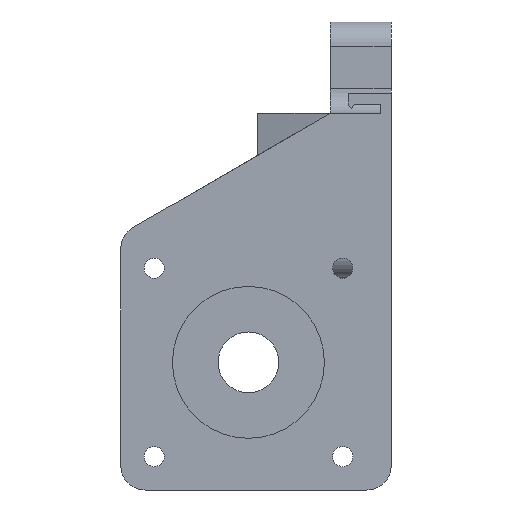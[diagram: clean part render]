
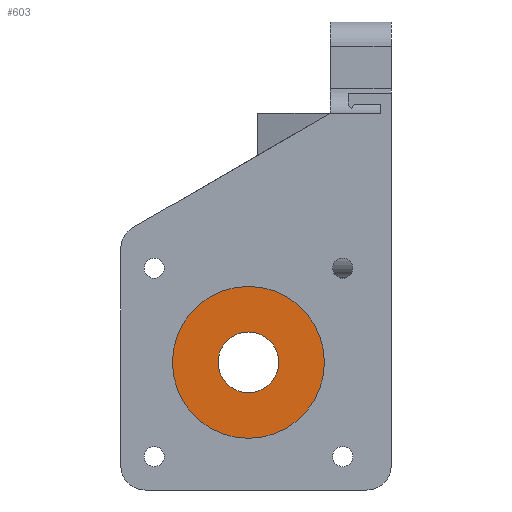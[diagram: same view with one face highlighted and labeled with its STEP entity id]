
A CAD part, front view. The second image highlights one B-rep face of the part: STEP entity #603.
In plain terms, the highlighted planar face has unit normal (0, -1, 0).
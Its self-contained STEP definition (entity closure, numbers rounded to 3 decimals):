
#122 = CARTESIAN_POINT ( 'NONE',  ( -13.5, -106.3, -22.5 ) ) ;
#159 = AXIS2_PLACEMENT_3D ( 'NONE', #2531, #1601, #2561 ) ;
#180 = EDGE_CURVE ( 'NONE', #1478, #811, #1108, .T. ) ;
#328 = DIRECTION ( 'NONE',  ( 0., 0., -1. ) ) ;
#470 = ORIENTED_EDGE ( 'NONE', *, *, #180, .T. ) ;
#502 = CARTESIAN_POINT ( 'NONE',  ( -13.5, -106.3, -35. ) ) ;
#603 = ADVANCED_FACE ( 'NONE', ( #1358, #855 ), #658, .T. ) ;
#658 = PLANE ( 'NONE',  #750 ) ;
#747 = AXIS2_PLACEMENT_3D ( 'NONE', #1979, #2677, #1335 ) ;
#750 = AXIS2_PLACEMENT_3D ( 'NONE', #2668, #1533, #1312 ) ;
#807 = EDGE_CURVE ( 'NONE', #2612, #857, #1980, .T. ) ;
#811 = VERTEX_POINT ( 'NONE', #122 ) ;
#855 = FACE_OUTER_BOUND ( 'NONE', #958, .T. ) ;
#857 = VERTEX_POINT ( 'NONE', #1469 ) ;
#904 = AXIS2_PLACEMENT_3D ( 'NONE', #502, #2278, #328 ) ;
#958 = EDGE_LOOP ( 'NONE', ( #470, #1841 ) ) ;
#1083 = CARTESIAN_POINT ( 'NONE',  ( -13.5, -106.3, -35. ) ) ;
#1108 = CIRCLE ( 'NONE', #159, 12.5 ) ;
#1312 = DIRECTION ( 'NONE',  ( 0., 0., -1. ) ) ;
#1335 = DIRECTION ( 'NONE',  ( 0., 0., -1. ) ) ;
#1358 = FACE_BOUND ( 'NONE', #1400, .T. ) ;
#1400 = EDGE_LOOP ( 'NONE', ( #1594, #1989 ) ) ;
#1437 = CIRCLE ( 'NONE', #2756, 12.5 ) ;
#1462 = DIRECTION ( 'NONE',  ( 0., -1., 0. ) ) ;
#1469 = CARTESIAN_POINT ( 'NONE',  ( -13.5, -106.3, -40. ) ) ;
#1478 = VERTEX_POINT ( 'NONE', #2647 ) ;
#1533 = DIRECTION ( 'NONE',  ( 0., -1., 0. ) ) ;
#1594 = ORIENTED_EDGE ( 'NONE', *, *, #807, .F. ) ;
#1601 = DIRECTION ( 'NONE',  ( 0., -1., 0. ) ) ;
#1676 = CIRCLE ( 'NONE', #747, 5. ) ;
#1841 = ORIENTED_EDGE ( 'NONE', *, *, #2665, .T. ) ;
#1979 = CARTESIAN_POINT ( 'NONE',  ( -13.5, -106.3, -35. ) ) ;
#1980 = CIRCLE ( 'NONE', #904, 5. ) ;
#1989 = ORIENTED_EDGE ( 'NONE', *, *, #2417, .F. ) ;
#2278 = DIRECTION ( 'NONE',  ( 0., -1., 0. ) ) ;
#2367 = DIRECTION ( 'NONE',  ( 0., 0., -1. ) ) ;
#2417 = EDGE_CURVE ( 'NONE', #857, #2612, #1676, .T. ) ;
#2524 = CARTESIAN_POINT ( 'NONE',  ( -13.5, -106.3, -30. ) ) ;
#2531 = CARTESIAN_POINT ( 'NONE',  ( -13.5, -106.3, -35. ) ) ;
#2561 = DIRECTION ( 'NONE',  ( 0., 0., -1. ) ) ;
#2612 = VERTEX_POINT ( 'NONE', #2524 ) ;
#2647 = CARTESIAN_POINT ( 'NONE',  ( -13.5, -106.3, -47.5 ) ) ;
#2665 = EDGE_CURVE ( 'NONE', #811, #1478, #1437, .T. ) ;
#2668 = CARTESIAN_POINT ( 'NONE',  ( -13.5, -106.3, -35. ) ) ;
#2677 = DIRECTION ( 'NONE',  ( 0., -1., 0. ) ) ;
#2756 = AXIS2_PLACEMENT_3D ( 'NONE', #1083, #1462, #2367 ) ;
